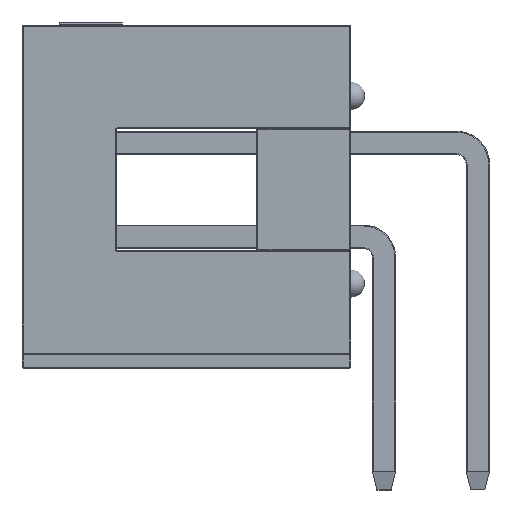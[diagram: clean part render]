
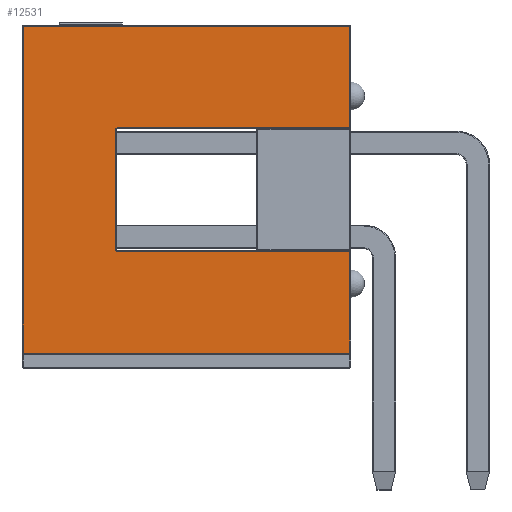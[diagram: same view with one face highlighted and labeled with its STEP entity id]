
A CAD part, front view. The second image highlights one B-rep face of the part: STEP entity #12531.
In plain terms, the highlighted face is planar.
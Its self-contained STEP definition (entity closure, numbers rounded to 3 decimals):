
#755=PLANE('',#13611);
#1404=FACE_OUTER_BOUND('',#2159,.T.);
#2159=EDGE_LOOP('',(#10036,#10037,#10038,#10039,#10040,#10041,#10042,#10043,
#10044,#10045));
#2844=CIRCLE('',#13430,0.051);
#2878=CIRCLE('',#13479,0.051);
#3093=LINE('',#18787,#4414);
#3096=LINE('',#18826,#4417);
#3101=LINE('',#18854,#4422);
#3106=LINE('',#18876,#4427);
#3112=LINE('',#18906,#4433);
#3115=LINE('',#18910,#4436);
#3119=LINE('',#18916,#4440);
#3160=LINE('',#18978,#4481);
#4414=VECTOR('',#15109,10.);
#4417=VECTOR('',#15154,10.);
#4422=VECTOR('',#15187,10.);
#4427=VECTOR('',#15214,10.);
#4433=VECTOR('',#15250,10.);
#4436=VECTOR('',#15255,10.);
#4440=VECTOR('',#15263,10.);
#4481=VECTOR('',#15346,10.);
#5883=VERTEX_POINT('',#18539);
#5915=VERTEX_POINT('',#18723);
#5916=VERTEX_POINT('',#18725);
#5937=VERTEX_POINT('',#18782);
#5949=VERTEX_POINT('',#18817);
#5950=VERTEX_POINT('',#18818);
#5961=VERTEX_POINT('',#18849);
#5965=VERTEX_POINT('',#18869);
#5971=VERTEX_POINT('',#18889);
#5975=VERTEX_POINT('',#18897);
#7181=EDGE_CURVE('',#5915,#5916,#2844,.T.);
#7211=EDGE_CURVE('',#5883,#5937,#3093,.T.);
#7225=EDGE_CURVE('',#5949,#5950,#2878,.T.);
#7229=EDGE_CURVE('',#5950,#5915,#3096,.T.);
#7243=EDGE_CURVE('',#5937,#5961,#3101,.T.);
#7254=EDGE_CURVE('',#5965,#5949,#3106,.T.);
#7269=EDGE_CURVE('',#5971,#5975,#3112,.T.);
#7272=EDGE_CURVE('',#5975,#5965,#3115,.T.);
#7276=EDGE_CURVE('',#5961,#5971,#3119,.T.);
#7317=EDGE_CURVE('',#5916,#5883,#3160,.T.);
#10036=ORIENTED_EDGE('',*,*,#7269,.F.);
#10037=ORIENTED_EDGE('',*,*,#7276,.F.);
#10038=ORIENTED_EDGE('',*,*,#7243,.F.);
#10039=ORIENTED_EDGE('',*,*,#7211,.F.);
#10040=ORIENTED_EDGE('',*,*,#7317,.F.);
#10041=ORIENTED_EDGE('',*,*,#7181,.F.);
#10042=ORIENTED_EDGE('',*,*,#7229,.F.);
#10043=ORIENTED_EDGE('',*,*,#7225,.F.);
#10044=ORIENTED_EDGE('',*,*,#7254,.F.);
#10045=ORIENTED_EDGE('',*,*,#7272,.F.);
#12531=ADVANCED_FACE('',(#1404),#755,.T.);
#13430=AXIS2_PLACEMENT_3D('',#18726,#15036,#15037);
#13479=AXIS2_PLACEMENT_3D('',#18819,#15144,#15145);
#13611=AXIS2_PLACEMENT_3D('',#19633,#15806,#15807);
#15036=DIRECTION('center_axis',(1.,0.,0.));
#15037=DIRECTION('ref_axis',(0.,-0.707,0.707));
#15109=DIRECTION('',(0.,-1.,0.));
#15144=DIRECTION('center_axis',(1.,0.,0.));
#15145=DIRECTION('ref_axis',(0.,0.707,0.707));
#15154=DIRECTION('',(0.,-1.,0.));
#15187=DIRECTION('',(0.,0.,1.));
#15214=DIRECTION('',(0.,0.,1.));
#15250=DIRECTION('',(0.,0.,-1.));
#15255=DIRECTION('',(0.,-1.,0.));
#15263=DIRECTION('',(0.,1.,0.));
#15346=DIRECTION('',(0.,0.,-1.));
#15806=DIRECTION('center_axis',(1.,0.,0.));
#15807=DIRECTION('ref_axis',(0.,1.,0.));
#18539=CARTESIAN_POINT('',(42.545,-1.676,0.025));
#18723=CARTESIAN_POINT('',(42.545,-1.626,6.375));
#18725=CARTESIAN_POINT('',(42.545,-1.676,6.325));
#18726=CARTESIAN_POINT('Origin',(42.545,-1.626,6.325));
#18782=CARTESIAN_POINT('',(42.545,-4.42,0.025));
#18787=CARTESIAN_POINT('',(42.545,-2.223,0.025));
#18817=CARTESIAN_POINT('',(42.545,1.676,6.325));
#18818=CARTESIAN_POINT('',(42.545,1.626,6.375));
#18819=CARTESIAN_POINT('Origin',(42.545,1.626,6.325));
#18826=CARTESIAN_POINT('',(42.545,-3.048,6.375));
#18849=CARTESIAN_POINT('',(42.545,-4.42,8.865));
#18854=CARTESIAN_POINT('',(42.545,-4.42,0.));
#18869=CARTESIAN_POINT('',(42.545,1.676,0.025));
#18876=CARTESIAN_POINT('',(42.545,1.676,3.175));
#18889=CARTESIAN_POINT('',(42.545,4.42,8.865));
#18897=CARTESIAN_POINT('',(42.545,4.42,0.025));
#18906=CARTESIAN_POINT('',(42.545,4.42,0.));
#18910=CARTESIAN_POINT('',(42.545,-2.223,0.025));
#18916=CARTESIAN_POINT('',(42.545,-2.223,8.865));
#18978=CARTESIAN_POINT('',(42.545,-1.676,0.));
#19633=CARTESIAN_POINT('Origin',(42.545,-4.445,0.));
